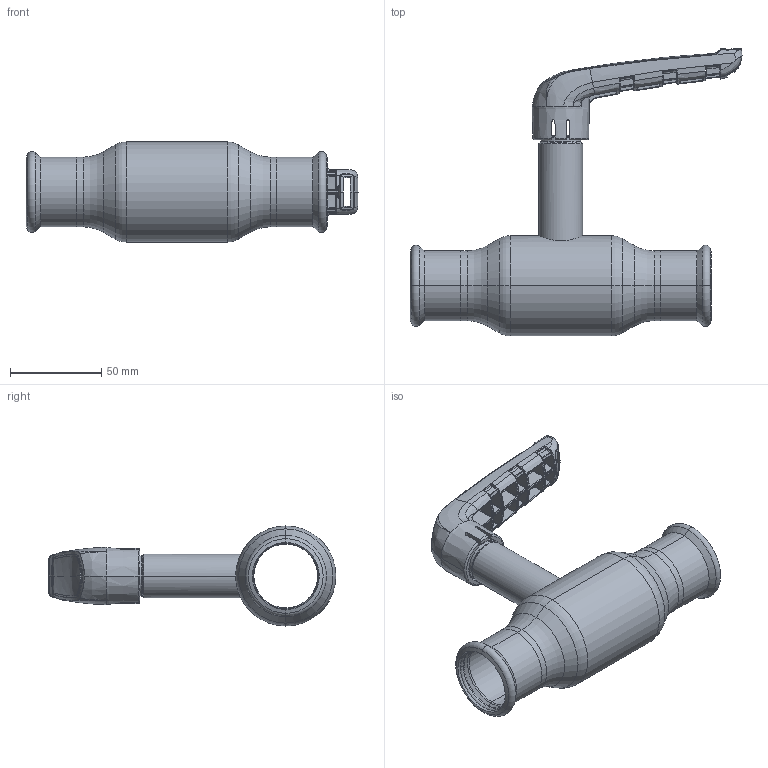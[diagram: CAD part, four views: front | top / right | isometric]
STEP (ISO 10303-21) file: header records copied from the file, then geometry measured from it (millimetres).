
FILE_DESCRIPTION (( 'STEP AP214' ), '1' );
FILE_NAME ('XPR20101 DN32 35 x 35.step', '2018-09-25T08:40:21', ( '' ), ( '' ), 'SwSTEP 2.0', 'SolidWorks 2017', '' );
FILE_SCHEMA (( 'AUTOMOTIVE_DESIGN' ));
Length unit declared in the file: millimetre
Products named in the file (1): XPR20101 DN32 35 x 35
Bounding box: 182.37 x 158.06 x 55 mm (x, y, z)
Surface area: 55358.3 mm2 (no closed solid volume)
Topology: 0 solids, 9 shells, 695 faces, 2523 edges, 1711 vertices
Faces by surface type: bspline 548, plane 45, cylinder 36, cone 33, torus 25, sphere 8
Entity records: 57868 total; most frequent: CARTESIAN_POINT 34685, ORIENTED_EDGE 3908, EDGE_CURVE 2509, B_SPLINE_CURVE_WITH_KNOTS 1799, VERTEX_POINT 1707, DIRECTION 1571, EDGE_LOOP 717, AXIS2_PLACEMENT_3D 715
